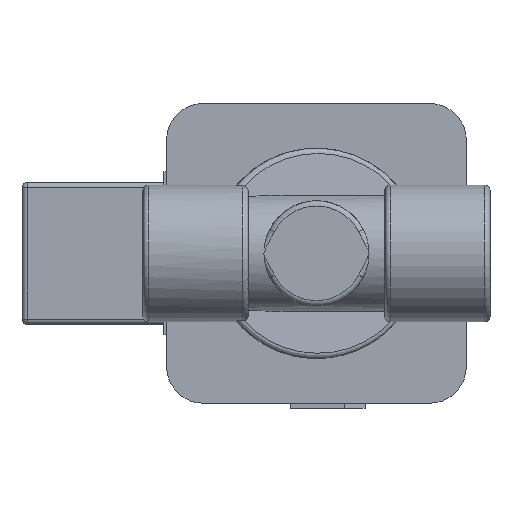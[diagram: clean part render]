
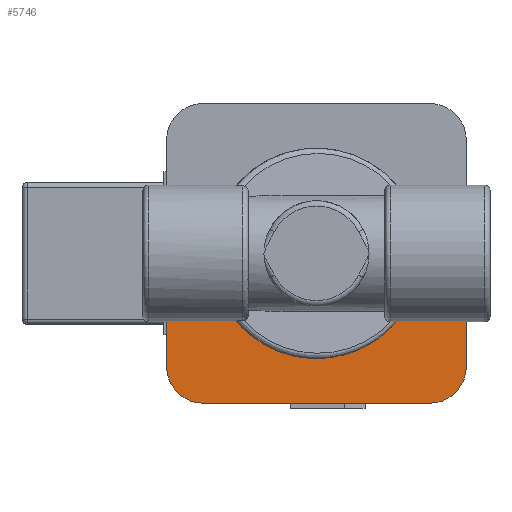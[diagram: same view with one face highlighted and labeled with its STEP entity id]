
A CAD part, front view. The second image highlights one B-rep face of the part: STEP entity #5746.
In plain terms, the highlighted planar face has unit normal (0, -1, 0).
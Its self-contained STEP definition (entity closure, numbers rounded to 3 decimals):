
#198=LINE('',#9223,#737);
#209=LINE('',#9330,#748);
#239=LINE('',#9410,#778);
#240=LINE('',#9414,#779);
#241=LINE('',#9417,#780);
#737=VECTOR('',#6855,10.);
#748=VECTOR('',#6888,10.);
#778=VECTOR('',#6970,10.);
#779=VECTOR('',#6973,10.);
#780=VECTOR('',#6976,10.);
#1264=PLANE('',#6170);
#1669=FACE_OUTER_BOUND('',#2014,.T.);
#2014=EDGE_LOOP('',(#4294,#4295,#4296,#4297,#4298,#4299,#4300,#4301));
#2377=CIRCLE('',#6169,20.);
#2378=CIRCLE('',#6171,7.);
#2379=CIRCLE('',#6172,7.);
#2640=VERTEX_POINT('',#9220);
#2641=VERTEX_POINT('',#9222);
#2651=VERTEX_POINT('',#9327);
#2652=VERTEX_POINT('',#9329);
#2676=VERTEX_POINT('',#9409);
#2677=VERTEX_POINT('',#9411);
#2678=VERTEX_POINT('',#9413);
#2679=VERTEX_POINT('',#9415);
#3245=EDGE_CURVE('',#2641,#2640,#198,.T.);
#3263=EDGE_CURVE('',#2652,#2651,#209,.T.);
#3300=EDGE_CURVE('',#2640,#2652,#2377,.T.);
#3301=EDGE_CURVE('',#2676,#2651,#239,.T.);
#3302=EDGE_CURVE('',#2677,#2676,#2378,.T.);
#3303=EDGE_CURVE('',#2678,#2677,#240,.T.);
#3304=EDGE_CURVE('',#2679,#2678,#2379,.T.);
#3305=EDGE_CURVE('',#2641,#2679,#241,.T.);
#4294=ORIENTED_EDGE('',*,*,#3263,.T.);
#4295=ORIENTED_EDGE('',*,*,#3301,.F.);
#4296=ORIENTED_EDGE('',*,*,#3302,.F.);
#4297=ORIENTED_EDGE('',*,*,#3303,.F.);
#4298=ORIENTED_EDGE('',*,*,#3304,.F.);
#4299=ORIENTED_EDGE('',*,*,#3305,.F.);
#4300=ORIENTED_EDGE('',*,*,#3245,.T.);
#4301=ORIENTED_EDGE('',*,*,#3300,.T.);
#5746=ADVANCED_FACE('',(#1669),#1264,.F.);
#6169=AXIS2_PLACEMENT_3D('',#9407,#6966,#6967);
#6170=AXIS2_PLACEMENT_3D('',#9408,#6968,#6969);
#6171=AXIS2_PLACEMENT_3D('',#9412,#6971,#6972);
#6172=AXIS2_PLACEMENT_3D('',#9416,#6974,#6975);
#6855=DIRECTION('',(-1.,0.,0.));
#6888=DIRECTION('',(-1.,0.,0.));
#6966=DIRECTION('center_axis',(0.,1.,0.));
#6967=DIRECTION('ref_axis',(1.,0.,0.));
#6968=DIRECTION('center_axis',(0.,1.,0.));
#6969=DIRECTION('ref_axis',(0.,0.,1.));
#6970=DIRECTION('',(0.,0.,1.));
#6971=DIRECTION('center_axis',(0.,1.,0.));
#6972=DIRECTION('ref_axis',(0.,0.,-1.));
#6973=DIRECTION('',(-1.,0.,0.));
#6974=DIRECTION('center_axis',(0.,1.,0.));
#6975=DIRECTION('ref_axis',(1.,0.,0.));
#6976=DIRECTION('',(0.,0.,-1.));
#9220=CARTESIAN_POINT('',(15.199,0.,-13.));
#9222=CARTESIAN_POINT('',(28.5,0.,-13.));
#9223=CARTESIAN_POINT('',(16.5,0.,-13.));
#9327=CARTESIAN_POINT('',(-28.5,0.,-13.));
#9329=CARTESIAN_POINT('',(-15.199,0.,-13.));
#9330=CARTESIAN_POINT('',(-16.5,0.,-13.));
#9407=CARTESIAN_POINT('Origin',(0.,0.,0.));
#9408=CARTESIAN_POINT('Origin',(0.,0.,0.));
#9409=CARTESIAN_POINT('',(-28.5,0.,-21.5));
#9410=CARTESIAN_POINT('',(-28.5,0.,-21.5));
#9411=CARTESIAN_POINT('',(-21.5,0.,-28.5));
#9412=CARTESIAN_POINT('Origin',(-21.5,0.,-21.5));
#9413=CARTESIAN_POINT('',(21.5,0.,-28.5));
#9414=CARTESIAN_POINT('',(21.5,0.,-28.5));
#9415=CARTESIAN_POINT('',(28.5,0.,-21.5));
#9416=CARTESIAN_POINT('Origin',(21.5,0.,-21.5));
#9417=CARTESIAN_POINT('',(28.5,0.,21.5));
